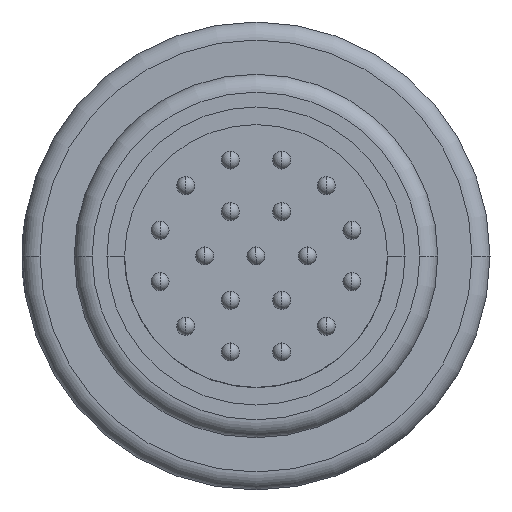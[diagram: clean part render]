
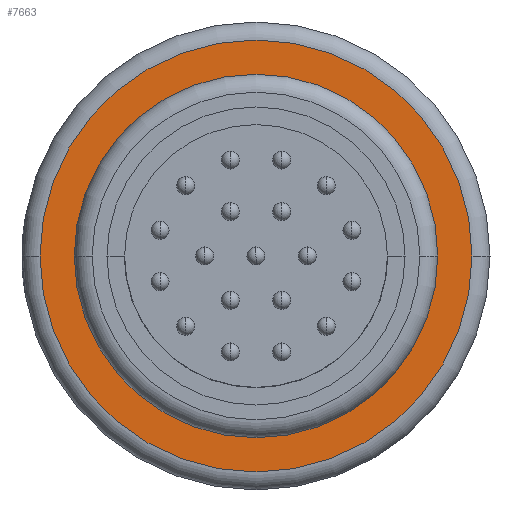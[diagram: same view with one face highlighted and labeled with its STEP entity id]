
A CAD part, left-side view. The second image highlights one B-rep face of the part: STEP entity #7663.
In plain terms, the highlighted planar face has unit normal (-1, 0, 0).
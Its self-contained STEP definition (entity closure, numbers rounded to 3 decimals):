
#232=CARTESIAN_POINT('',(-2.1,0.,0.));
#233=DIRECTION('',(-1.,0.,0.));
#234=DIRECTION('',(0.,1.,0.));
#235=AXIS2_PLACEMENT_3D('',#232,#233,#234);
#255=CARTESIAN_POINT('',(-2.1,0.,0.));
#256=DIRECTION('',(1.,0.,0.));
#257=DIRECTION('',(0.,1.,0.));
#258=AXIS2_PLACEMENT_3D('',#255,#256,#257);
#263=CARTESIAN_POINT('',(-2.1,0.,0.));
#264=DIRECTION('',(-1.,0.,0.));
#265=DIRECTION('',(0.,-1.,0.));
#266=AXIS2_PLACEMENT_3D('',#263,#264,#265);
#271=CARTESIAN_POINT('',(-2.1,0.,0.));
#272=DIRECTION('',(-1.,0.,0.));
#273=DIRECTION('',(0.,1.,0.));
#274=AXIS2_PLACEMENT_3D('',#271,#272,#273);
#7270=CARTESIAN_POINT('',(-2.1,5.05,0.));
#7271=CARTESIAN_POINT('',(-2.1,-5.05,0.));
#7272=VERTEX_POINT('',#7270);
#7273=VERTEX_POINT('',#7271);
#7334=CARTESIAN_POINT('',(-2.1,-6.,0.));
#7335=CARTESIAN_POINT('',(-2.1,6.,0.));
#7336=VERTEX_POINT('',#7334);
#7337=VERTEX_POINT('',#7335);
#7648=CARTESIAN_POINT('',(-2.1,0.,0.));
#7649=DIRECTION('',(1.,0.,0.));
#7650=DIRECTION('',(0.,-1.,0.));
#7651=AXIS2_PLACEMENT_3D('',#7648,#7649,#7650);
#7652=PLANE('',#7651);
#7654=ORIENTED_EDGE('',*,*,#7653,.F.);
#7656=ORIENTED_EDGE('',*,*,#7655,.F.);
#7657=EDGE_LOOP('',(#7654,#7656));
#7658=FACE_OUTER_BOUND('',#7657,.F.);
#7659=ORIENTED_EDGE('',*,*,#7635,.F.);
#7660=ORIENTED_EDGE('',*,*,#7614,.T.);
#7661=EDGE_LOOP('',(#7659,#7660));
#7662=FACE_BOUND('',#7661,.F.);
#236=CIRCLE('',#235,5.05);
#259=CIRCLE('',#258,5.05);
#267=CIRCLE('',#266,6.);
#275=CIRCLE('',#274,6.);
#7614=EDGE_CURVE('',#7272,#7273,#236,.T.);
#7635=EDGE_CURVE('',#7272,#7273,#259,.T.);
#7653=EDGE_CURVE('',#7336,#7337,#267,.T.);
#7655=EDGE_CURVE('',#7337,#7336,#275,.T.);
#7663=ADVANCED_FACE('',(#7658,#7662),#7652,.F.);
